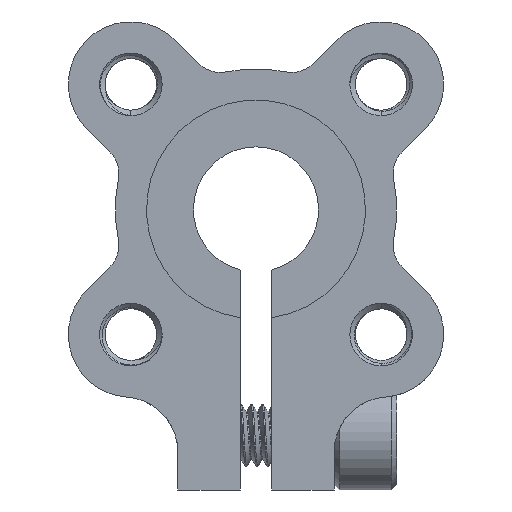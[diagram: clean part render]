
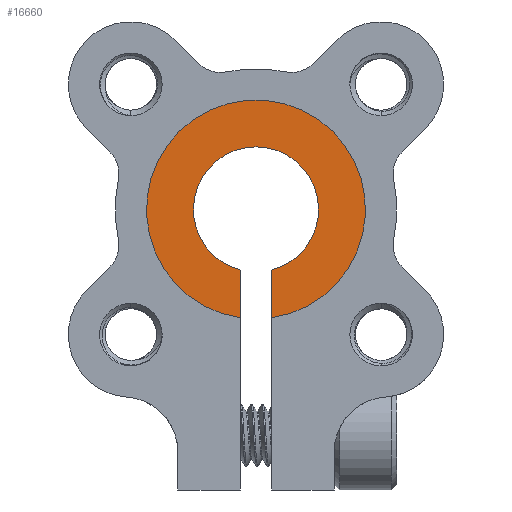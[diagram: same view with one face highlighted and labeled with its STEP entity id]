
A CAD part, front view. The second image highlights one B-rep face of the part: STEP entity #16660.
In plain terms, the highlighted planar face has unit normal (0, -1, 0).
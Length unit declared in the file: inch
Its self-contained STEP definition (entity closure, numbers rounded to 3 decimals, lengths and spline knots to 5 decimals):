
#108 = AXIS2_PLACEMENT_3D ( 'NONE', #3890, #15873, #6289 ) ;
#142 = FACE_OUTER_BOUND ( 'NONE', #28862, .T. ) ;
#290 = AXIS2_PLACEMENT_3D ( 'NONE', #25015, #27425, #5968 ) ;
#725 = CARTESIAN_POINT ( 'NONE',  ( 0., 0., 0. ) ) ;
#1459 = PLANE ( 'NONE',  #108 ) ;
#2259 = DIRECTION ( 'NONE',  ( 0., 0., 1. ) ) ;
#2735 = DIRECTION ( 'NONE',  ( 0., 1., 0. ) ) ;
#3890 = CARTESIAN_POINT ( 'NONE',  ( 0., 0., 0. ) ) ;
#4027 = EDGE_CURVE ( 'NONE', #10067, #30312, #19726, .T. ) ;
#4204 = CARTESIAN_POINT ( 'NONE',  ( -0.03937, 0., -0.27276 ) ) ;
#4733 = VECTOR ( 'NONE', #2259, 39.37008 ) ;
#5018 = ORIENTED_EDGE ( 'NONE', *, *, #26355, .T. ) ;
#5856 = VECTOR ( 'NONE', #12617, 39.37008 ) ;
#5968 = DIRECTION ( 'NONE',  ( 0., 0., -1. ) ) ;
#6289 = DIRECTION ( 'NONE',  ( 0., 0., 1. ) ) ;
#10067 = VERTEX_POINT ( 'NONE', #4204 ) ;
#10294 = VERTEX_POINT ( 'NONE', #11357 ) ;
#11357 = CARTESIAN_POINT ( 'NONE',  ( 0.03937, 0., -0.15248 ) ) ;
#12258 = ORIENTED_EDGE ( 'NONE', *, *, #4027, .T. ) ;
#12617 = DIRECTION ( 'NONE',  ( 0., 0., -1. ) ) ;
#14558 = ORIENTED_EDGE ( 'NONE', *, *, #15411, .F. ) ;
#15132 = CARTESIAN_POINT ( 'NONE',  ( 0.03937, 0., 0. ) ) ;
#15243 = ORIENTED_EDGE ( 'NONE', *, *, #15505, .F. ) ;
#15411 = EDGE_CURVE ( 'NONE', #10067, #16968, #29429, .T. ) ;
#15505 = EDGE_CURVE ( 'NONE', #10294, #30312, #23787, .T. ) ;
#15873 = DIRECTION ( 'NONE',  ( 0., 1., 0. ) ) ;
#16660 = ADVANCED_FACE ( 'NONE', ( #142 ), #1459, .F. ) ;
#16968 = VERTEX_POINT ( 'NONE', #23809 ) ;
#19726 = LINE ( 'NONE', #30924, #4733 ) ;
#20638 = CARTESIAN_POINT ( 'NONE',  ( -0.03937, 0., -0.15248 ) ) ;
#21866 = DIRECTION ( 'NONE',  ( 0., 0., 1. ) ) ;
#22353 = AXIS2_PLACEMENT_3D ( 'NONE', #725, #2735, #21866 ) ;
#23787 = CIRCLE ( 'NONE', #290, 0.15748 ) ;
#23809 = CARTESIAN_POINT ( 'NONE',  ( 0.03937, 0., -0.27276 ) ) ;
#25015 = CARTESIAN_POINT ( 'NONE',  ( 0., 0., 0. ) ) ;
#26355 = EDGE_CURVE ( 'NONE', #10294, #16968, #30890, .T. ) ;
#27425 = DIRECTION ( 'NONE',  ( 0., -1., 0. ) ) ;
#28862 = EDGE_LOOP ( 'NONE', ( #15243, #5018, #14558, #12258 ) ) ;
#29429 = CIRCLE ( 'NONE', #22353, 0.27559 ) ;
#30312 = VERTEX_POINT ( 'NONE', #20638 ) ;
#30890 = LINE ( 'NONE', #15132, #5856 ) ;
#30924 = CARTESIAN_POINT ( 'NONE',  ( -0.03937, 0., 0. ) ) ;
